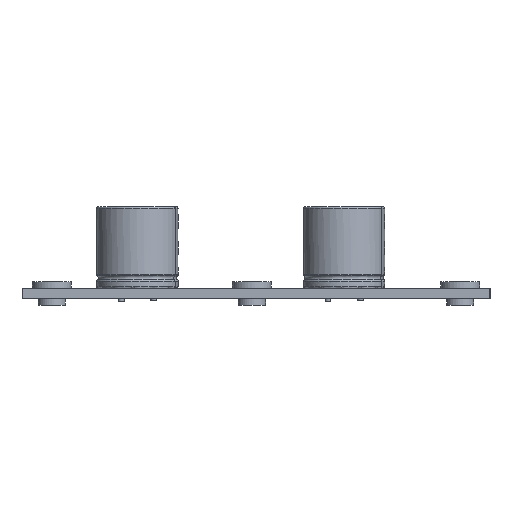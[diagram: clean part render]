
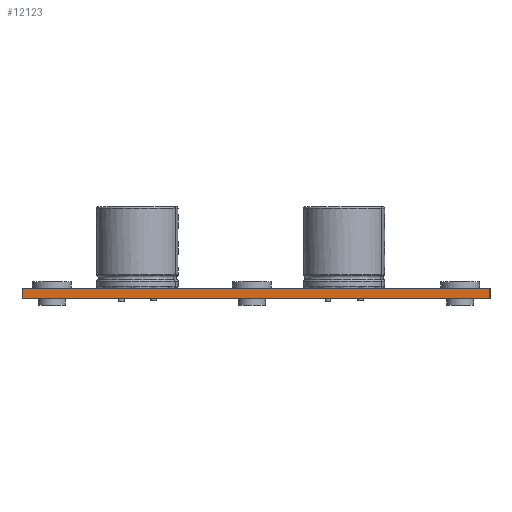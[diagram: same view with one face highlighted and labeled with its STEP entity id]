
A CAD part, left-side view. The second image highlights one B-rep face of the part: STEP entity #12123.
In plain terms, the highlighted planar face has unit normal (-1, 0, 0).
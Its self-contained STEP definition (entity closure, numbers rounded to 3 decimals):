
#6434 = PLANE('',#6435);
#6435 = AXIS2_PLACEMENT_3D('',#6436,#6437,#6438);
#6436 = CARTESIAN_POINT('',(39.37,-51.435,0.));
#6437 = DIRECTION('',(0.,1.,0.));
#6438 = DIRECTION('',(1.,0.,0.));
#6462 = PLANE('',#6463);
#6463 = AXIS2_PLACEMENT_3D('',#6464,#6465,#6466);
#6464 = CARTESIAN_POINT('',(139.383,-87.376,1.6));
#6465 = DIRECTION('',(0.,0.,-1.));
#6466 = DIRECTION('',(-1.,0.,0.));
#6490 = PLANE('',#6491);
#6491 = AXIS2_PLACEMENT_3D('',#6492,#6493,#6494);
#6492 = CARTESIAN_POINT('',(239.395,-123.317,0.));
#6493 = DIRECTION('',(0.,-1.,0.));
#6494 = DIRECTION('',(-1.,0.,0.));
#6516 = PLANE('',#6517);
#6517 = AXIS2_PLACEMENT_3D('',#6518,#6519,#6520);
#6518 = CARTESIAN_POINT('',(139.383,-87.376,0.));
#6519 = DIRECTION('',(0.,0.,-1.));
#6520 = DIRECTION('',(-1.,0.,0.));
#6531 = EDGE_CURVE('',#6532,#6534,#6536,.T.);
#6532 = VERTEX_POINT('',#6533);
#6533 = CARTESIAN_POINT('',(39.37,-51.435,0.));
#6534 = VERTEX_POINT('',#6535);
#6535 = CARTESIAN_POINT('',(39.37,-51.435,1.6));
#6536 = SURFACE_CURVE('',#6537,(#6541,#6548),.PCURVE_S1.);
#6537 = LINE('',#6538,#6539);
#6538 = CARTESIAN_POINT('',(39.37,-51.435,0.));
#6539 = VECTOR('',#6540,1.);
#6540 = DIRECTION('',(0.,0.,1.));
#6541 = PCURVE('',#6434,#6542);
#6542 = DEFINITIONAL_REPRESENTATION('',(#6543),#6547);
#6543 = LINE('',#6544,#6545);
#6544 = CARTESIAN_POINT('',(0.,0.));
#6545 = VECTOR('',#6546,1.);
#6546 = DIRECTION('',(0.,-1.));
#6547 = ( GEOMETRIC_REPRESENTATION_CONTEXT(2) 
PARAMETRIC_REPRESENTATION_CONTEXT() REPRESENTATION_CONTEXT('2D SPACE',''
  ) );
#6548 = PCURVE('',#6549,#6554);
#6549 = PLANE('',#6550);
#6550 = AXIS2_PLACEMENT_3D('',#6551,#6552,#6553);
#6551 = CARTESIAN_POINT('',(39.37,-123.317,0.));
#6552 = DIRECTION('',(-1.,0.,0.));
#6553 = DIRECTION('',(0.,1.,0.));
#6554 = DEFINITIONAL_REPRESENTATION('',(#6555),#6559);
#6555 = LINE('',#6556,#6557);
#6556 = CARTESIAN_POINT('',(71.882,0.));
#6557 = VECTOR('',#6558,1.);
#6558 = DIRECTION('',(0.,-1.));
#6559 = ( GEOMETRIC_REPRESENTATION_CONTEXT(2) 
PARAMETRIC_REPRESENTATION_CONTEXT() REPRESENTATION_CONTEXT('2D SPACE',''
  ) );
#6609 = VERTEX_POINT('',#6610);
#6610 = CARTESIAN_POINT('',(39.37,-123.317,1.6));
#6631 = EDGE_CURVE('',#6632,#6609,#6634,.T.);
#6632 = VERTEX_POINT('',#6633);
#6633 = CARTESIAN_POINT('',(39.37,-123.317,0.));
#6634 = SURFACE_CURVE('',#6635,(#6639,#6646),.PCURVE_S1.);
#6635 = LINE('',#6636,#6637);
#6636 = CARTESIAN_POINT('',(39.37,-123.317,0.));
#6637 = VECTOR('',#6638,1.);
#6638 = DIRECTION('',(0.,0.,1.));
#6639 = PCURVE('',#6490,#6640);
#6640 = DEFINITIONAL_REPRESENTATION('',(#6641),#6645);
#6641 = LINE('',#6642,#6643);
#6642 = CARTESIAN_POINT('',(200.025,0.));
#6643 = VECTOR('',#6644,1.);
#6644 = DIRECTION('',(0.,-1.));
#6645 = ( GEOMETRIC_REPRESENTATION_CONTEXT(2) 
PARAMETRIC_REPRESENTATION_CONTEXT() REPRESENTATION_CONTEXT('2D SPACE',''
  ) );
#6646 = PCURVE('',#6549,#6647);
#6647 = DEFINITIONAL_REPRESENTATION('',(#6648),#6652);
#6648 = LINE('',#6649,#6650);
#6649 = CARTESIAN_POINT('',(0.,0.));
#6650 = VECTOR('',#6651,1.);
#6651 = DIRECTION('',(0.,-1.));
#6652 = ( GEOMETRIC_REPRESENTATION_CONTEXT(2) 
PARAMETRIC_REPRESENTATION_CONTEXT() REPRESENTATION_CONTEXT('2D SPACE',''
  ) );
#6680 = EDGE_CURVE('',#6632,#6532,#6681,.T.);
#6681 = SURFACE_CURVE('',#6682,(#6686,#6693),.PCURVE_S1.);
#6682 = LINE('',#6683,#6684);
#6683 = CARTESIAN_POINT('',(39.37,-123.317,0.));
#6684 = VECTOR('',#6685,1.);
#6685 = DIRECTION('',(0.,1.,0.));
#6686 = PCURVE('',#6516,#6687);
#6687 = DEFINITIONAL_REPRESENTATION('',(#6688),#6692);
#6688 = LINE('',#6689,#6690);
#6689 = CARTESIAN_POINT('',(100.013,-35.941));
#6690 = VECTOR('',#6691,1.);
#6691 = DIRECTION('',(0.,1.));
#6692 = ( GEOMETRIC_REPRESENTATION_CONTEXT(2) 
PARAMETRIC_REPRESENTATION_CONTEXT() REPRESENTATION_CONTEXT('2D SPACE',''
  ) );
#6693 = PCURVE('',#6549,#6694);
#6694 = DEFINITIONAL_REPRESENTATION('',(#6695),#6699);
#6695 = LINE('',#6696,#6697);
#6696 = CARTESIAN_POINT('',(0.,0.));
#6697 = VECTOR('',#6698,1.);
#6698 = DIRECTION('',(1.,0.));
#6699 = ( GEOMETRIC_REPRESENTATION_CONTEXT(2) 
PARAMETRIC_REPRESENTATION_CONTEXT() REPRESENTATION_CONTEXT('2D SPACE',''
  ) );
#9612 = EDGE_CURVE('',#6609,#6534,#9613,.T.);
#9613 = SURFACE_CURVE('',#9614,(#9618,#9625),.PCURVE_S1.);
#9614 = LINE('',#9615,#9616);
#9615 = CARTESIAN_POINT('',(39.37,-123.317,1.6));
#9616 = VECTOR('',#9617,1.);
#9617 = DIRECTION('',(0.,1.,0.));
#9618 = PCURVE('',#6462,#9619);
#9619 = DEFINITIONAL_REPRESENTATION('',(#9620),#9624);
#9620 = LINE('',#9621,#9622);
#9621 = CARTESIAN_POINT('',(100.013,-35.941));
#9622 = VECTOR('',#9623,1.);
#9623 = DIRECTION('',(0.,1.));
#9624 = ( GEOMETRIC_REPRESENTATION_CONTEXT(2) 
PARAMETRIC_REPRESENTATION_CONTEXT() REPRESENTATION_CONTEXT('2D SPACE',''
  ) );
#9625 = PCURVE('',#6549,#9626);
#9626 = DEFINITIONAL_REPRESENTATION('',(#9627),#9631);
#9627 = LINE('',#9628,#9629);
#9628 = CARTESIAN_POINT('',(0.,-1.6));
#9629 = VECTOR('',#9630,1.);
#9630 = DIRECTION('',(1.,0.));
#9631 = ( GEOMETRIC_REPRESENTATION_CONTEXT(2) 
PARAMETRIC_REPRESENTATION_CONTEXT() REPRESENTATION_CONTEXT('2D SPACE',''
  ) );
#12123 = ADVANCED_FACE('',(#12124),#6549,.T.);
#12124 = FACE_BOUND('',#12125,.T.);
#12125 = EDGE_LOOP('',(#12126,#12127,#12128,#12129));
#12126 = ORIENTED_EDGE('',*,*,#6631,.T.);
#12127 = ORIENTED_EDGE('',*,*,#9612,.T.);
#12128 = ORIENTED_EDGE('',*,*,#6531,.F.);
#12129 = ORIENTED_EDGE('',*,*,#6680,.F.);
